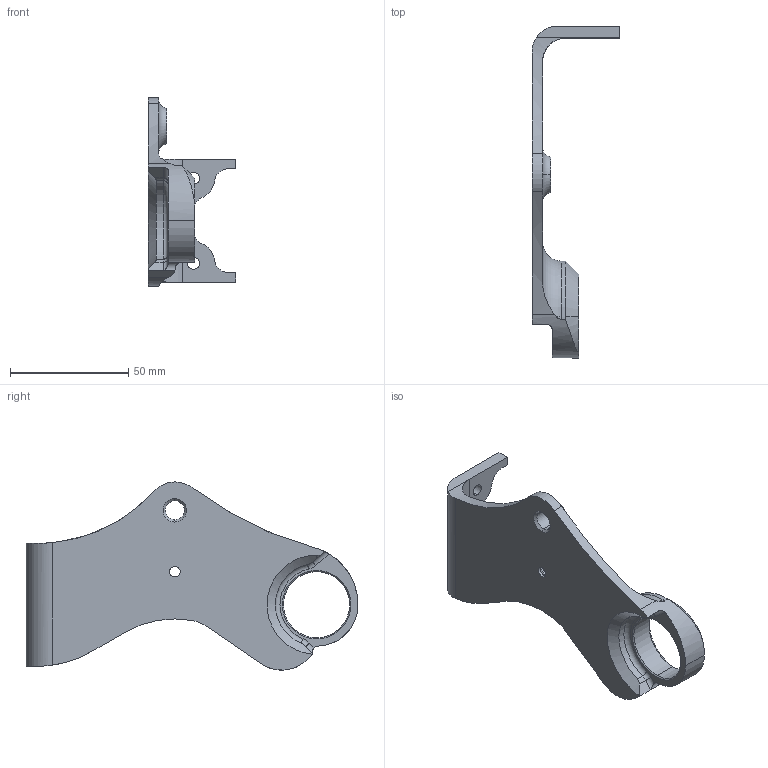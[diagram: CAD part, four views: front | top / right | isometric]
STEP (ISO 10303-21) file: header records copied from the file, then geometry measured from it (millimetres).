
FILE_DESCRIPTION (( 'STEP AP214' ), '1' );
FILE_NAME ('BAT-G-B04-A.STEP', '2023-04-14T16:46:01', ( '' ), ( '' ), 'SwSTEP 2.0', 'SolidWorks 2023', '' );
FILE_SCHEMA (( 'AUTOMOTIVE_DESIGN' ));
Length unit declared in the file: millimetre
Products named in the file (1): BAT-G-B04-A
Bounding box: 37.25 x 140.5 x 79.67 mm (x, y, z)
Volume: 42142.8 mm3; surface area: 19482.2 mm2
Topology: 1 solids, 1 shells, 83 faces, 218 edges, 139 vertices
Faces by surface type: cylinder 40, plane 20, cone 12, torus 9, bspline 2
Entity records: 2928 total; most frequent: CARTESIAN_POINT 808, DIRECTION 456, ORIENTED_EDGE 436, EDGE_CURVE 218, AXIS2_PLACEMENT_3D 184, VERTEX_POINT 139, CIRCLE 102, EDGE_LOOP 95
